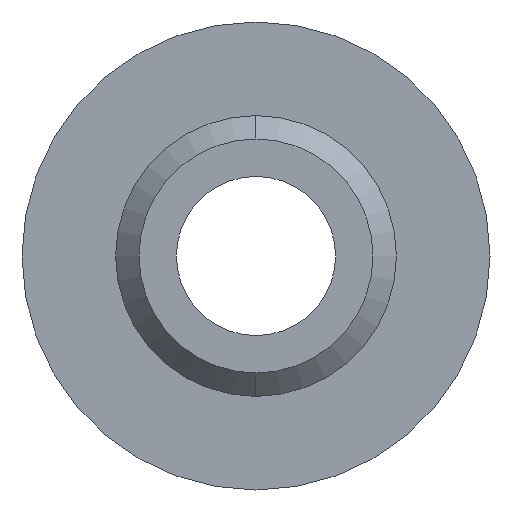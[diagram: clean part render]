
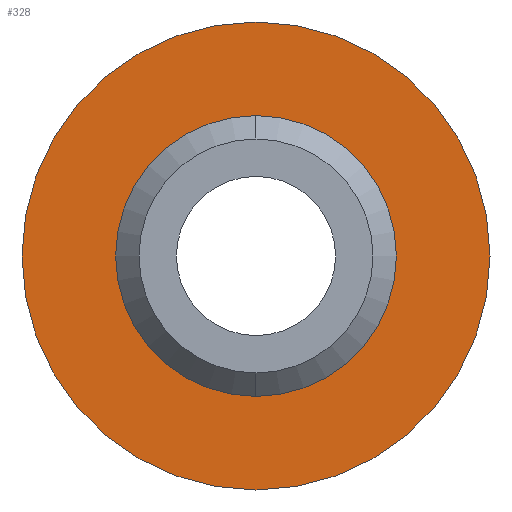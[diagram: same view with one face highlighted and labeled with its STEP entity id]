
A CAD part, left-side view. The second image highlights one B-rep face of the part: STEP entity #328.
In plain terms, the highlighted planar face has unit normal (-1, 0, 0).
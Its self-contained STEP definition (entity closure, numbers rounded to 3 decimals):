
#3 = EDGE_LOOP ( 'NONE', ( #430, #496 ) ) ;
#14 = DIRECTION ( 'NONE',  ( 0., 0., -1. ) ) ;
#31 = EDGE_CURVE ( 'NONE', #340, #60, #520, .T. ) ;
#60 = VERTEX_POINT ( 'NONE', #396 ) ;
#76 = AXIS2_PLACEMENT_3D ( 'NONE', #222, #209, #576 ) ;
#97 = FACE_OUTER_BOUND ( 'NONE', #427, .T. ) ;
#101 = AXIS2_PLACEMENT_3D ( 'NONE', #365, #471, #531 ) ;
#117 = DIRECTION ( 'NONE',  ( 0., 0., 1. ) ) ;
#129 = VERTEX_POINT ( 'NONE', #519 ) ;
#140 = VERTEX_POINT ( 'NONE', #193 ) ;
#153 = FACE_BOUND ( 'NONE', #3, .T. ) ;
#165 = ORIENTED_EDGE ( 'NONE', *, *, #201, .T. ) ;
#176 = EDGE_CURVE ( 'NONE', #129, #140, #587, .T. ) ;
#180 = CARTESIAN_POINT ( 'NONE',  ( -2., 10., 0. ) ) ;
#186 = EDGE_CURVE ( 'NONE', #60, #340, #359, .T. ) ;
#193 = CARTESIAN_POINT ( 'NONE',  ( -2., 0., 10. ) ) ;
#201 = EDGE_CURVE ( 'NONE', #140, #129, #363, .T. ) ;
#209 = DIRECTION ( 'NONE',  ( -1., 0., 0. ) ) ;
#211 = PLANE ( 'NONE',  #338 ) ;
#222 = CARTESIAN_POINT ( 'NONE',  ( -2., 0., 0. ) ) ;
#251 = ORIENTED_EDGE ( 'NONE', *, *, #176, .T. ) ;
#256 = CARTESIAN_POINT ( 'NONE',  ( -2., 0., -6. ) ) ;
#266 = DIRECTION ( 'NONE',  ( 0., 0., 1. ) ) ;
#269 = AXIS2_PLACEMENT_3D ( 'NONE', #293, #358, #266 ) ;
#293 = CARTESIAN_POINT ( 'NONE',  ( -2., 0., 0. ) ) ;
#309 = DIRECTION ( 'NONE',  ( -1., 0., 0. ) ) ;
#328 = ADVANCED_FACE ( 'NONE', ( #153, #97 ), #211, .F. ) ;
#338 = AXIS2_PLACEMENT_3D ( 'NONE', #180, #379, #14 ) ;
#340 = VERTEX_POINT ( 'NONE', #256 ) ;
#349 = CARTESIAN_POINT ( 'NONE',  ( -2., 0., 0. ) ) ;
#358 = DIRECTION ( 'NONE',  ( -1., 0., 0. ) ) ;
#359 = CIRCLE ( 'NONE', #76, 6. ) ;
#363 = CIRCLE ( 'NONE', #101, 10. ) ;
#365 = CARTESIAN_POINT ( 'NONE',  ( -2., 0., 0. ) ) ;
#379 = DIRECTION ( 'NONE',  ( 1., 0., 0. ) ) ;
#396 = CARTESIAN_POINT ( 'NONE',  ( -2., 0., 6. ) ) ;
#427 = EDGE_LOOP ( 'NONE', ( #165, #251 ) ) ;
#430 = ORIENTED_EDGE ( 'NONE', *, *, #186, .F. ) ;
#471 = DIRECTION ( 'NONE',  ( -1., 0., 0. ) ) ;
#496 = ORIENTED_EDGE ( 'NONE', *, *, #31, .F. ) ;
#519 = CARTESIAN_POINT ( 'NONE',  ( -2., 0., -10. ) ) ;
#520 = CIRCLE ( 'NONE', #269, 6. ) ;
#531 = DIRECTION ( 'NONE',  ( 0., 0., 1. ) ) ;
#549 = AXIS2_PLACEMENT_3D ( 'NONE', #349, #309, #117 ) ;
#576 = DIRECTION ( 'NONE',  ( 0., 0., 1. ) ) ;
#587 = CIRCLE ( 'NONE', #549, 10. ) ;
